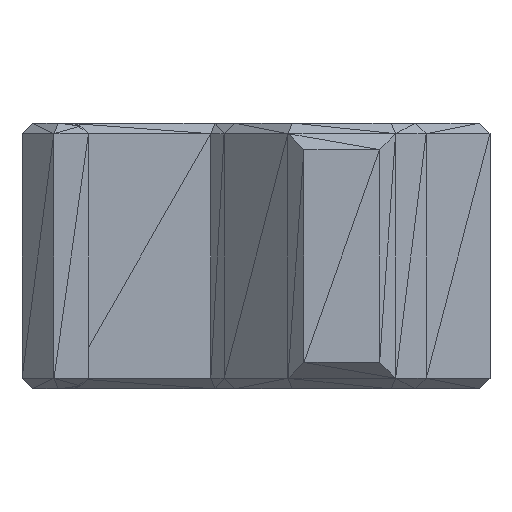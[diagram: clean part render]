
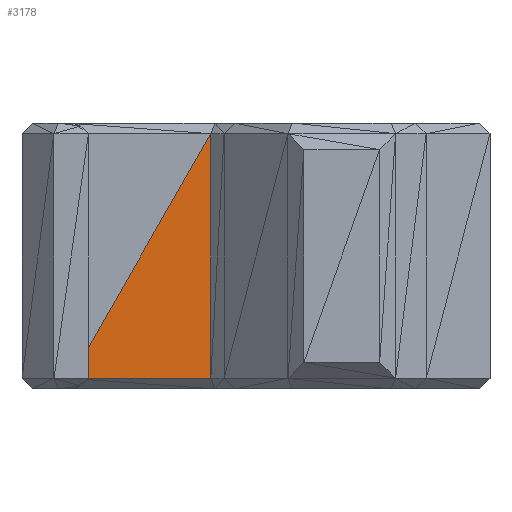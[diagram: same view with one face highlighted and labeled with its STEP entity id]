
A CAD part, front view. The second image highlights one B-rep face of the part: STEP entity #3178.
In plain terms, the highlighted planar face has unit normal (0, -1, 0).
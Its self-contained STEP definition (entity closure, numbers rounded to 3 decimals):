
#37 = LINE ( 'NONE', #23395, #24412 ) ;
#153 = ORIENTED_EDGE ( 'NONE', *, *, #8989, .T. ) ;
#1879 = CARTESIAN_POINT ( 'NONE',  ( 148.3, 128.75, 9.6 ) ) ;
#2547 = VECTOR ( 'NONE', #25238, 1000. ) ;
#3178 = ADVANCED_FACE ( 'NONE', ( #7837 ), #4229, .F. ) ;
#3341 = VERTEX_POINT ( 'NONE', #22288 ) ;
#4229 = PLANE ( 'NONE',  #4472 ) ;
#4472 = AXIS2_PLACEMENT_3D ( 'NONE', #23449, #5903, #12225 ) ;
#5903 = DIRECTION ( 'NONE',  ( 0., 1., 0. ) ) ;
#5950 = EDGE_LOOP ( 'NONE', ( #20805, #153, #20648 ) ) ;
#7809 = CARTESIAN_POINT ( 'NONE',  ( 148.3, 128.75, 9.6 ) ) ;
#7837 = FACE_OUTER_BOUND ( 'NONE', #5950, .T. ) ;
#8989 = EDGE_CURVE ( 'NONE', #10165, #3341, #23552, .T. ) ;
#9427 = EDGE_CURVE ( 'NONE', #10165, #11883, #37, .T. ) ;
#10165 = VERTEX_POINT ( 'NONE', #1879 ) ;
#11883 = VERTEX_POINT ( 'NONE', #12728 ) ;
#12081 = CARTESIAN_POINT ( 'NONE',  ( 143.03, 128.75, 0.4 ) ) ;
#12225 = DIRECTION ( 'NONE',  ( 0., 0., 1. ) ) ;
#12728 = CARTESIAN_POINT ( 'NONE',  ( 148.3, 128.75, 0.4 ) ) ;
#13379 = VECTOR ( 'NONE', #15700, 1000. ) ;
#15700 = DIRECTION ( 'NONE',  ( 1., 0., 0. ) ) ;
#18021 = LINE ( 'NONE', #12081, #13379 ) ;
#20648 = ORIENTED_EDGE ( 'NONE', *, *, #25098, .T. ) ;
#20805 = ORIENTED_EDGE ( 'NONE', *, *, #9427, .F. ) ;
#22288 = CARTESIAN_POINT ( 'NONE',  ( 143.03, 128.75, 0.4 ) ) ;
#23395 = CARTESIAN_POINT ( 'NONE',  ( 148.3, 128.75, 9.6 ) ) ;
#23449 = CARTESIAN_POINT ( 'NONE',  ( 0., 128.75, 0. ) ) ;
#23552 = LINE ( 'NONE', #7809, #2547 ) ;
#24412 = VECTOR ( 'NONE', #25460, 1000. ) ;
#25098 = EDGE_CURVE ( 'NONE', #3341, #11883, #18021, .T. ) ;
#25238 = DIRECTION ( 'NONE',  ( -0.497, 0., -0.868 ) ) ;
#25460 = DIRECTION ( 'NONE',  ( 0., 0., -1. ) ) ;
